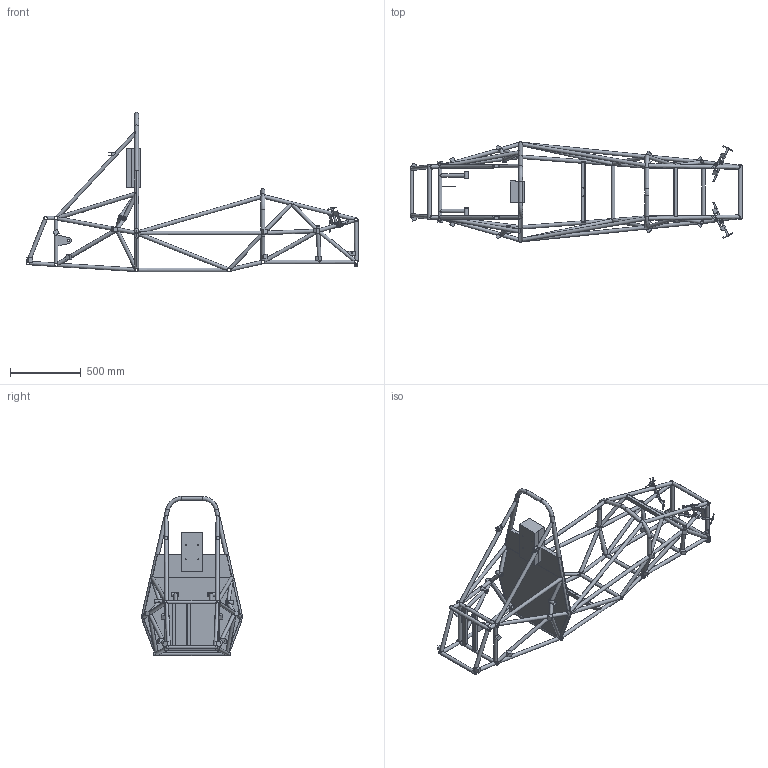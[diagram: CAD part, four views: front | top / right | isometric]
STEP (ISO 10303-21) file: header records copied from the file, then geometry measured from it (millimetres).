
FILE_DESCRIPTION(/* description */ ('CATIA V5 STEP Exchange'),/* implementation_level */ '2;1');
FILE_NAME(/* name */ 'for_bool.stp',/* time_stamp */ '2018-06-16T02:03:00+09:00',/* author */ ('KITformula'),/* organization */ ('none'),/* preprocessor_version */ 'ST-DEVELOPER v16.13',/* originating_system */ 'Autodesk Inventor 2018',/* authorisation */ 'none');
FILE_SCHEMA (('AUTOMOTIVE_DESIGN { 1 0 10303 214 3 1 1 }'));
Length unit declared in the file: millimetre
Products named in the file (4): 2018 zentai assembly; karikuni12a; Bracket; Bracket1
Assembly tree (3 placements, depth 2):
  2018 zentai assembly
    karikuni12a
    Bracket
    Bracket1
Bounding box: 2350.4 x 710.56 x 1127 mm (x, y, z)
Volume: 20582086.7 mm3; surface area: 6113619.1 mm2
Topology: 23 solids, 96 shells, 1246 faces, 3263 edges, 2162 vertices
Faces by surface type: cylinder 650, plane 536, torus 50, bspline 10
Full cylindrical faces by diameter (mm): 5 x6, 6 x18, 8 x4, 12 x12, 12.5 x5, 16 x2, 22.2 x29, 23 x41, 24 x9, 25.4 x75, 26 x6, 26.2 x4, 28.6 x13
Entity records: 45333 total; most frequent: CARTESIAN_POINT 16503, DIRECTION 6084, ORIENTED_EDGE 5552, EDGE_CURVE 2767, AXIS2_PLACEMENT_3D 2593, VERTEX_POINT 1938, EDGE_LOOP 1630, FACE_OUTER_BOUND 1240
